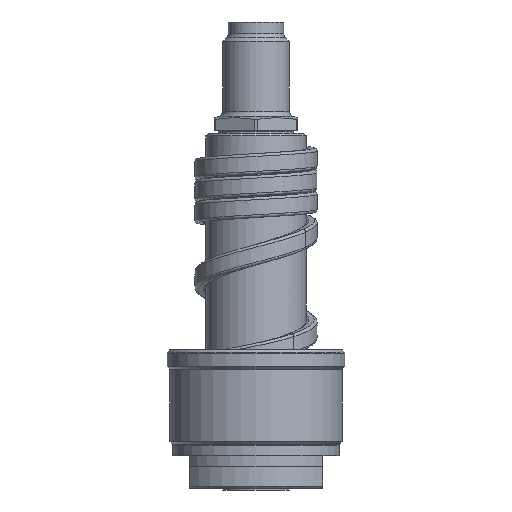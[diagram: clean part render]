
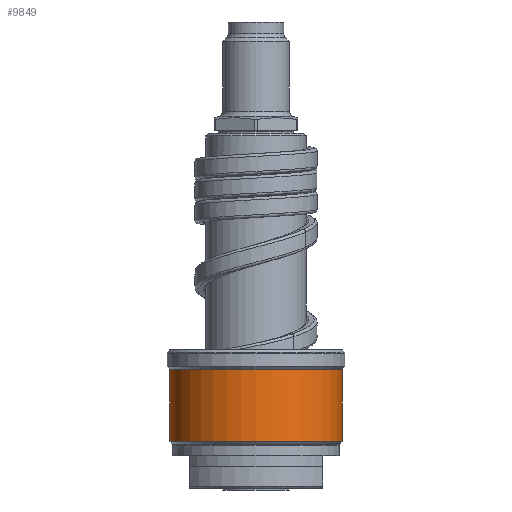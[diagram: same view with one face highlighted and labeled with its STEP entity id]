
A CAD part, front view. The second image highlights one B-rep face of the part: STEP entity #9849.
In plain terms, the highlighted cylindrical face has radius 15.5 mm (diameter 31 mm), a partial arc.
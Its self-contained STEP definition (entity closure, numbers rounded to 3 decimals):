
#2695=CARTESIAN_POINT('',(0.,0.,8.583));
#2696=DIRECTION('',(0.,0.,1.));
#2697=DIRECTION('',(-1.,0.,0.));
#2698=AXIS2_PLACEMENT_3D('',#2695,#2696,#2697);
#2700=DIRECTION('',(0.,0.,-1.));
#2701=VECTOR('',#2700,12.835);
#2702=CARTESIAN_POINT('',(-15.5,0.,21.417));
#2703=LINE('',#2702,#2701);
#2704=CARTESIAN_POINT('',(0.,0.,21.417));
#2705=DIRECTION('',(0.,0.,1.));
#2706=DIRECTION('',(-1.,0.,0.));
#2707=AXIS2_PLACEMENT_3D('',#2704,#2705,#2706);
#2709=DIRECTION('',(0.,0.,-1.));
#2710=VECTOR('',#2709,12.835);
#2711=CARTESIAN_POINT('',(15.5,0.,21.417));
#2712=LINE('',#2711,#2710);
#5873=CARTESIAN_POINT('',(15.5,0.,21.417));
#5874=CARTESIAN_POINT('',(-15.5,0.,21.417));
#5875=VERTEX_POINT('',#5873);
#5876=VERTEX_POINT('',#5874);
#5899=CARTESIAN_POINT('',(15.5,0.,8.583));
#5900=VERTEX_POINT('',#5899);
#5901=CARTESIAN_POINT('',(-15.5,0.,8.583));
#5902=VERTEX_POINT('',#5901);
#9837=CARTESIAN_POINT('',(0.,0.,7.15));
#9838=DIRECTION('',(0.,0.,1.));
#9839=DIRECTION('',(-1.,0.,0.));
#9840=AXIS2_PLACEMENT_3D('',#9837,#9838,#9839);
#9841=CYLINDRICAL_SURFACE('',#9840,15.5);
#9842=ORIENTED_EDGE('',*,*,#9809,.F.);
#9843=ORIENTED_EDGE('',*,*,#9827,.F.);
#9845=ORIENTED_EDGE('',*,*,#9844,.T.);
#9846=ORIENTED_EDGE('',*,*,#9823,.T.);
#9847=EDGE_LOOP('',(#9842,#9843,#9845,#9846));
#9848=FACE_OUTER_BOUND('',#9847,.F.);
#2699=CIRCLE('',#2698,15.5);
#2708=CIRCLE('',#2707,15.5);
#9809=EDGE_CURVE('',#5902,#5900,#2699,.T.);
#9823=EDGE_CURVE('',#5875,#5900,#2712,.T.);
#9827=EDGE_CURVE('',#5876,#5902,#2703,.T.);
#9844=EDGE_CURVE('',#5876,#5875,#2708,.T.);
#9849=ADVANCED_FACE('',(#9848),#9841,.T.);
